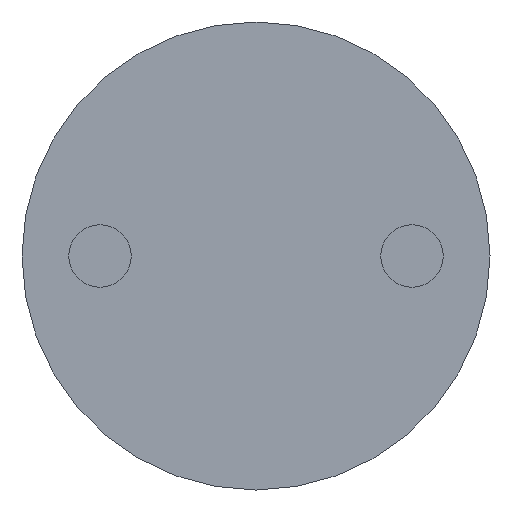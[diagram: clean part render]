
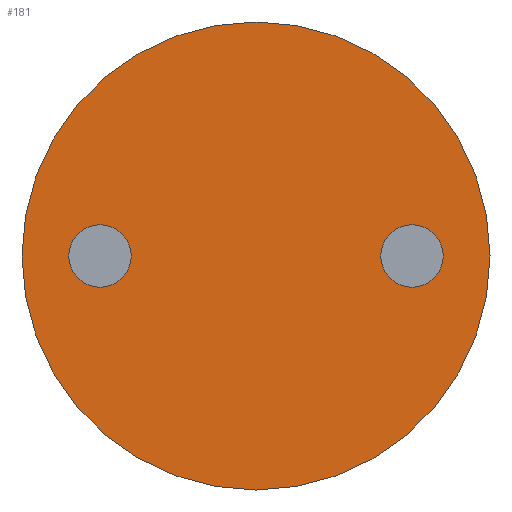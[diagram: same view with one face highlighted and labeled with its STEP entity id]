
A CAD part, front view. The second image highlights one B-rep face of the part: STEP entity #181.
In plain terms, the highlighted planar face has unit normal (0, -1, 0).
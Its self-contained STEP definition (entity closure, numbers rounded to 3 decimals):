
#16=FACE_BOUND('',#63,.T.);
#17=FACE_BOUND('',#64,.T.);
#47=FACE_OUTER_BOUND('',#62,.T.);
#62=EDGE_LOOP('',(#155));
#63=EDGE_LOOP('',(#156));
#64=EDGE_LOOP('',(#157));
#77=CIRCLE('',#215,3.);
#79=CIRCLE('',#221,0.4);
#80=CIRCLE('',#223,0.4);
#91=VERTEX_POINT('',#321);
#93=VERTEX_POINT('',#331);
#94=VERTEX_POINT('',#335);
#109=EDGE_CURVE('',#91,#91,#77,.T.);
#113=EDGE_CURVE('',#93,#93,#79,.T.);
#115=EDGE_CURVE('',#94,#94,#80,.T.);
#155=ORIENTED_EDGE('',*,*,#109,.F.);
#156=ORIENTED_EDGE('',*,*,#113,.T.);
#157=ORIENTED_EDGE('',*,*,#115,.T.);
#163=PLANE('',#224);
#181=ADVANCED_FACE('',(#47,#16,#17),#163,.F.);
#215=AXIS2_PLACEMENT_3D('',#323,#267,#268);
#221=AXIS2_PLACEMENT_3D('',#333,#281,#282);
#223=AXIS2_PLACEMENT_3D('',#337,#286,#287);
#224=AXIS2_PLACEMENT_3D('',#338,#288,#289);
#267=DIRECTION('center_axis',(0.,1.,0.));
#268=DIRECTION('ref_axis',(1.,0.,0.));
#281=DIRECTION('center_axis',(0.,1.,0.));
#282=DIRECTION('ref_axis',(1.,0.,0.));
#286=DIRECTION('center_axis',(0.,1.,0.));
#287=DIRECTION('ref_axis',(1.,0.,0.));
#288=DIRECTION('center_axis',(0.,1.,0.));
#289=DIRECTION('ref_axis',(1.,0.,0.));
#321=CARTESIAN_POINT('',(-3.,0.,0.));
#323=CARTESIAN_POINT('Origin',(0.,0.,0.));
#331=CARTESIAN_POINT('',(1.6,0.,0.));
#333=CARTESIAN_POINT('Origin',(2.,0.,0.));
#335=CARTESIAN_POINT('',(-2.4,0.,0.));
#337=CARTESIAN_POINT('Origin',(-2.,0.,0.));
#338=CARTESIAN_POINT('Origin',(0.,0.,0.));
